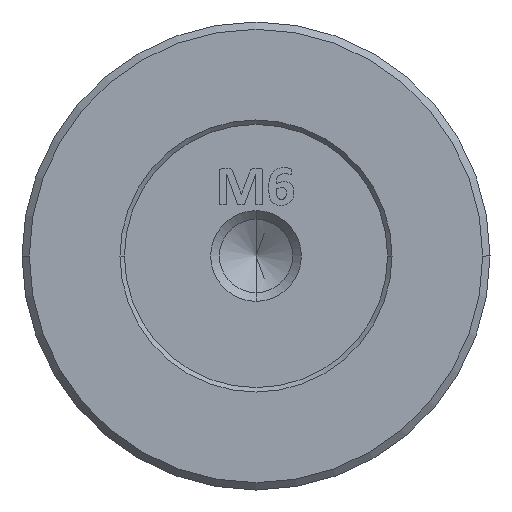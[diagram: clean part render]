
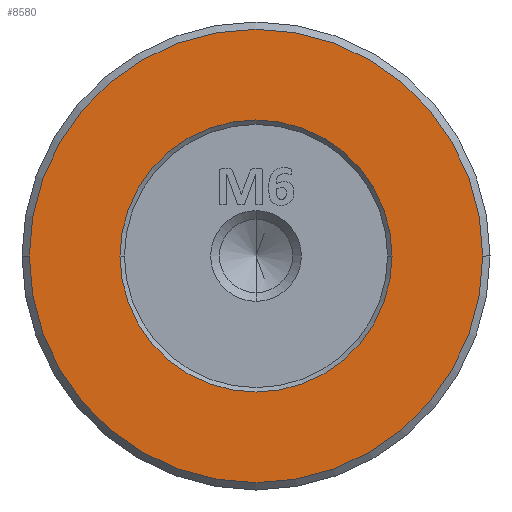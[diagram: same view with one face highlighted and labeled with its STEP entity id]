
A CAD part, left-side view. The second image highlights one B-rep face of the part: STEP entity #8580.
In plain terms, the highlighted planar face has unit normal (-1, 0, 0).
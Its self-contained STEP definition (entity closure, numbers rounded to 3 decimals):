
#1312 = AXIS2_PLACEMENT_3D ( 'NONE', #12176, #1367, #3222 ) ;
#1367 = DIRECTION ( 'NONE',  ( 1., 0., 0. ) ) ;
#1622 = DIRECTION ( 'NONE',  ( 0., 1., 0. ) ) ;
#2728 = AXIS2_PLACEMENT_3D ( 'NONE', #26616, #7052, #18026 ) ;
#2918 = PLANE ( 'NONE',  #11213 ) ;
#3222 = DIRECTION ( 'NONE',  ( 0., -1., 0. ) ) ;
#3620 = CIRCLE ( 'NONE', #26574, 9.3 ) ;
#3820 = ORIENTED_EDGE ( 'NONE', *, *, #6085, .T. ) ;
#4247 = VERTEX_POINT ( 'NONE', #17813 ) ;
#4667 = CARTESIAN_POINT ( 'NONE',  ( -34.892, 29.35, -2.395 ) ) ;
#5128 = VERTEX_POINT ( 'NONE', #7055 ) ;
#6084 = EDGE_LOOP ( 'NONE', ( #17787, #3820 ) ) ;
#6085 = EDGE_CURVE ( 'NONE', #5128, #4247, #9922, .T. ) ;
#7052 = DIRECTION ( 'NONE',  ( -1., 0., 0. ) ) ;
#7055 = CARTESIAN_POINT ( 'NONE',  ( -34.892, 23.15, -2.395 ) ) ;
#8580 = ADVANCED_FACE ( 'NONE', ( #22446, #11455 ), #2918, .T. ) ;
#9922 = CIRCLE ( 'NONE', #1312, 9.3 ) ;
#11213 = AXIS2_PLACEMENT_3D ( 'NONE', #20168, #26891, #1622 ) ;
#11455 = FACE_OUTER_BOUND ( 'NONE', #17650, .T. ) ;
#11748 = ORIENTED_EDGE ( 'NONE', *, *, #20645, .T. ) ;
#11890 = VERTEX_POINT ( 'NONE', #4667 ) ;
#12176 = CARTESIAN_POINT ( 'NONE',  ( -34.892, 13.85, -2.395 ) ) ;
#12965 = EDGE_CURVE ( 'NONE', #4247, #5128, #3620, .T. ) ;
#13223 = EDGE_CURVE ( 'NONE', #27955, #11890, #19260, .T. ) ;
#13859 = DIRECTION ( 'NONE',  ( 0., -1., 0. ) ) ;
#14283 = DIRECTION ( 'NONE',  ( 1., 0., 0. ) ) ;
#14925 = CARTESIAN_POINT ( 'NONE',  ( -34.892, 13.85, -2.395 ) ) ;
#15492 = CARTESIAN_POINT ( 'NONE',  ( -34.892, -1.65, -2.395 ) ) ;
#16129 = ORIENTED_EDGE ( 'NONE', *, *, #13223, .T. ) ;
#16131 = CARTESIAN_POINT ( 'NONE',  ( -34.892, 13.85, -2.395 ) ) ;
#16971 = AXIS2_PLACEMENT_3D ( 'NONE', #14925, #21653, #25656 ) ;
#17650 = EDGE_LOOP ( 'NONE', ( #11748, #16129 ) ) ;
#17787 = ORIENTED_EDGE ( 'NONE', *, *, #12965, .T. ) ;
#17813 = CARTESIAN_POINT ( 'NONE',  ( -34.892, 4.55, -2.395 ) ) ;
#18026 = DIRECTION ( 'NONE',  ( 0., -1., 0. ) ) ;
#19260 = CIRCLE ( 'NONE', #16971, 15.5 ) ;
#20168 = CARTESIAN_POINT ( 'NONE',  ( -34.892, 13.85, -2.395 ) ) ;
#20645 = EDGE_CURVE ( 'NONE', #11890, #27955, #26411, .T. ) ;
#21653 = DIRECTION ( 'NONE',  ( -1., 0., 0. ) ) ;
#22446 = FACE_BOUND ( 'NONE', #6084, .T. ) ;
#25656 = DIRECTION ( 'NONE',  ( 0., -1., 0. ) ) ;
#26411 = CIRCLE ( 'NONE', #2728, 15.5 ) ;
#26574 = AXIS2_PLACEMENT_3D ( 'NONE', #16131, #14283, #13859 ) ;
#26616 = CARTESIAN_POINT ( 'NONE',  ( -34.892, 13.85, -2.395 ) ) ;
#26891 = DIRECTION ( 'NONE',  ( -1., 0., 0. ) ) ;
#27955 = VERTEX_POINT ( 'NONE', #15492 ) ;
